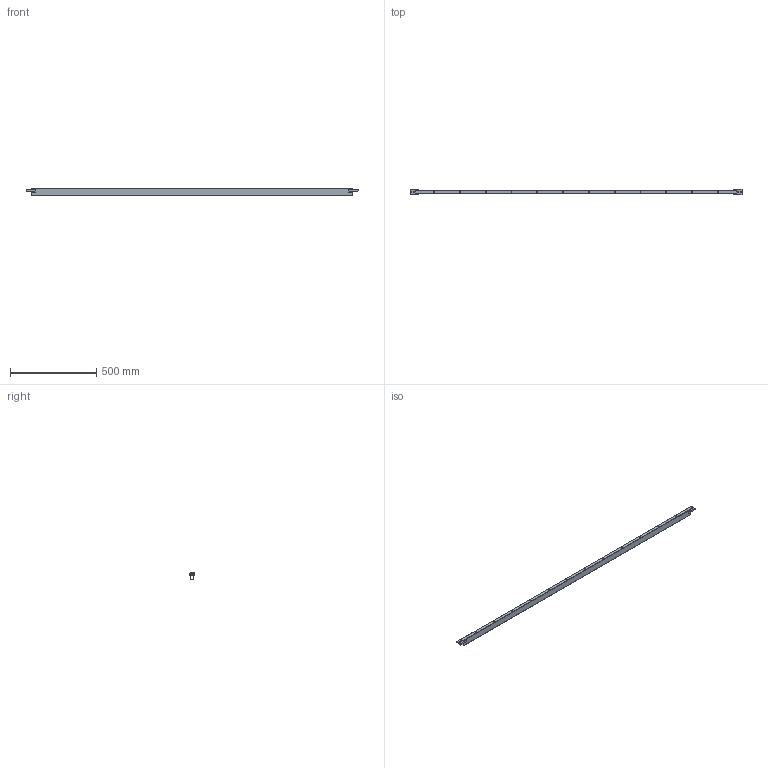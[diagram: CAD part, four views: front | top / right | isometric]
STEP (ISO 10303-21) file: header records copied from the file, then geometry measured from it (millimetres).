
FILE_DESCRIPTION(('STEP AP214'),'1');
FILE_NAME('3033086 EBB Quertraverse .stp','2025-08-04T11:38:58',(' '),(' '),'Spatial InterOp 3D',' ',' ');
FILE_SCHEMA(('AUTOMOTIVE_DESIGN { 1 0 10303 214 1 1 1 1 }'));
Length unit declared in the file: millimetre
Products named in the file (1): Kehlnaht 1-oa0
Bounding box: 1930 x 30 x 40 mm (x, y, z)
Volume: 432624 mm3; surface area: 420825.2 mm2
Topology: 1 solids, 1 shells, 100 faces, 295 edges, 181 vertices
Faces by surface type: plane 64, cylinder 32, cone 4
Full cylindrical faces by diameter (mm): 5.5 x24, 6.5 x4
Entity records: 4016 total; most frequent: CARTESIAN_POINT 537, DIRECTION 524, ORIENTED_EDGE 512, EDGE_CURVE 256, EDGE_LOOP 186, LINE 186, VECTOR 186, VERTEX_POINT 174
